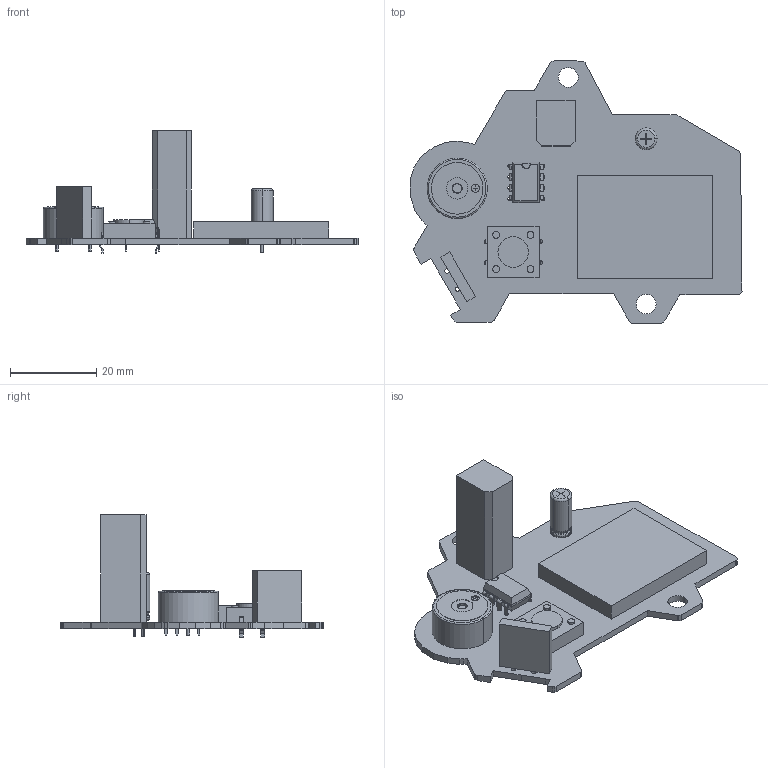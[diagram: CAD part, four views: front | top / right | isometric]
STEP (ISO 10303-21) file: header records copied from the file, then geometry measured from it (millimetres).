
FILE_DESCRIPTION(/* description */ ('PCB Design'),/* implementation_level */ '2;1');
FILE_NAME(/* name */ 'wrsit-shynth',/* time_stamp */ '2019-05-19T21:48:42+02:00',/* author */ (''),/* organization */ (''),/* preprocessor_version */ 'ST-DEVELOPER v16',/* originating_system */ 'allegro_17.2P028',/* authorisation */ '');
FILE_SCHEMA (('AUTOMOTIVE_DESIGN { 1 0 10303 214 3 1 1 }'));
Length unit declared in the file: millimetre
Products named in the file (16): WRSIT-SHYNTH; BOARD_OUTLINE; COMPONENTS; SOLAR_PANEL_29X24; SW_4P_12X12_VERTICAL; PIEZO14MM; CAP5X11X2MM; SW_4P_12X12; DIP8_3; JACK_AUDIO_VERTICAL; User Library-Buzzer14mm; User Library-Cap electro 5x11x2mm; B3F_4000; B3F_4000_BASE; B3F_4000_BUTTON; User Library-DIP-8P-M01
Assembly tree (15 placements, depth 5):
  WRSIT-SHYNTH
    BOARD_OUTLINE
    COMPONENTS
      SOLAR_PANEL_29X24
      SW_4P_12X12_VERTICAL
      PIEZO14MM
        User Library-Buzzer14mm
      CAP5X11X2MM
        User Library-Cap electro 5x11x2mm
      SW_4P_12X12
        B3F_4000
          B3F_4000_BASE
          B3F_4000_BUTTON
      DIP8_3
        User Library-DIP-8P-M01
      JACK_AUDIO_VERTICAL
Bounding box: 77.2 x 60.97 x 28.5 mm (x, y, z)
Volume: 1335.8 mm3; surface area: 13381.8 mm2
Topology: 5 solids, 13 shells, 530 faces, 1425 edges, 929 vertices
Faces by surface type: plane 311, cylinder 165, torus 44, cone 6, bspline 4
Entity records: 18528 total; most frequent: CARTESIAN_POINT 2908, ORIENTED_EDGE 2736, DIRECTION 2442, EDGE_CURVE 1425, VECTOR 997, LINE 997, VERTEX_POINT 989, AXIS2_PLACEMENT_3D 950
